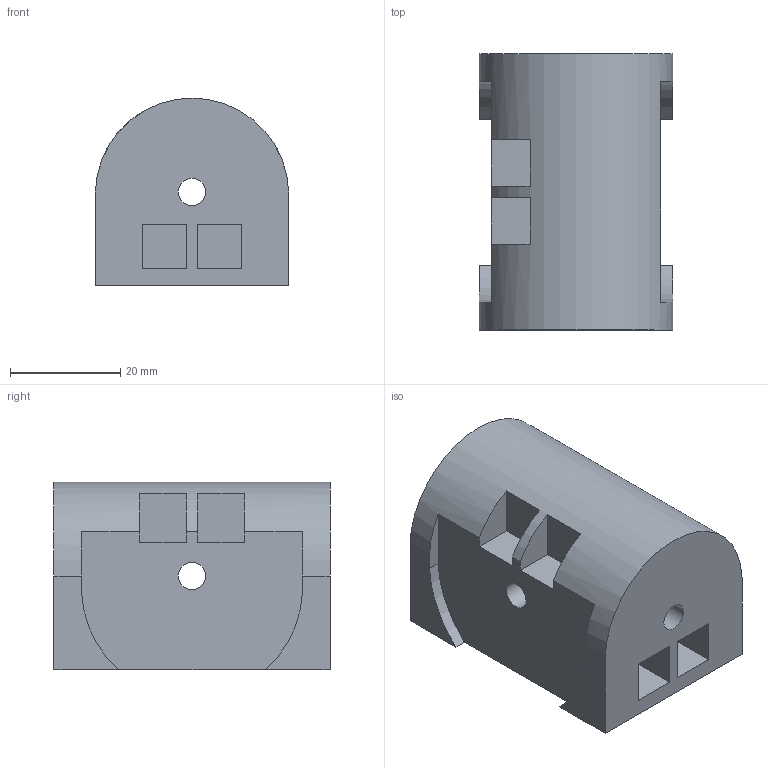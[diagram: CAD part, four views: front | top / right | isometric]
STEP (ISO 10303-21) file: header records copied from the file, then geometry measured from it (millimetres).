
FILE_DESCRIPTION(/* description */ (''),/* implementation_level */ '2;1');
FILE_NAME(/* name */ 'roll v9.step',/* time_stamp */ '2025-07-01T21:54:56-04:00',/* author */ (''),/* organization */ (''),/* preprocessor_version */ 'ST-DEVELOPER v20.1',/* originating_system */ 'Autodesk Translation Framework v14.10.0.0',/* authorisation */ '');
FILE_SCHEMA (('AUTOMOTIVE_DESIGN { 1 0 10303 214 3 1 1 }'));
Length unit declared in the file: millimetre
Products named in the file (1): roll
Bounding box: 35 x 50 x 34 mm (x, y, z)
Volume: 46045.3 mm3; surface area: 10169.3 mm2
Topology: 1 solids, 1 shells, 40 faces, 111 edges, 73 vertices
Faces by surface type: plane 31, cylinder 9
Full cylindrical faces by diameter (mm): 5 x4
Entity records: 1325 total; most frequent: CARTESIAN_POINT 225, ORIENTED_EDGE 222, DIRECTION 222, EDGE_CURVE 111, LINE 82, VECTOR 82, VERTEX_POINT 73, AXIS2_PLACEMENT_3D 70
